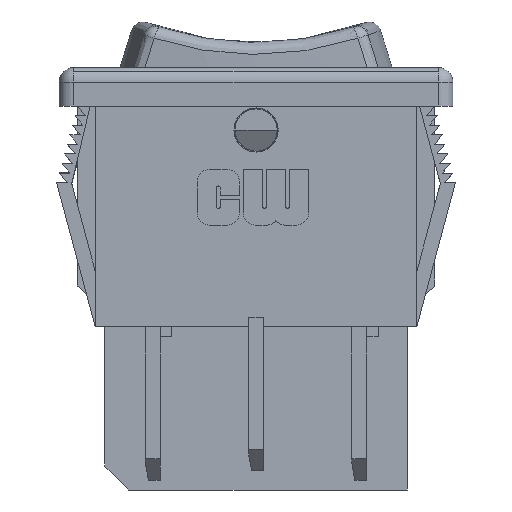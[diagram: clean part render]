
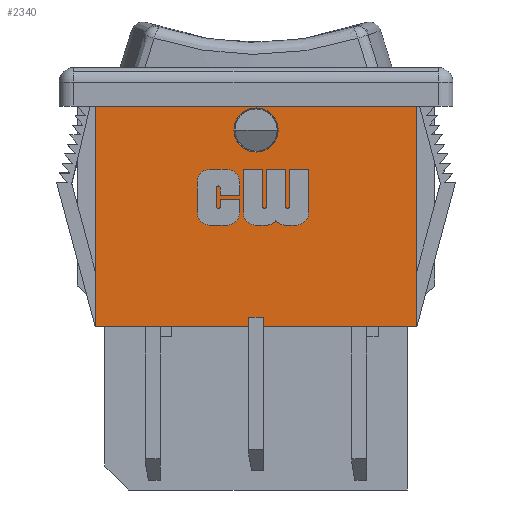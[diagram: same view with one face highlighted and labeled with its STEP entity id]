
A CAD part, front view. The second image highlights one B-rep face of the part: STEP entity #2340.
In plain terms, the highlighted face is planar.
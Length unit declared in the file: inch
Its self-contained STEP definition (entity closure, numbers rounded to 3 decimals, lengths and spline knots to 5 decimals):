
#1245=CARTESIAN_POINT('',(7.21433,3.7315,-0.176));
#1246=VERTEX_POINT('',#1245);
#1262=CARTESIAN_POINT('',(7.21433,3.7315,-0.084));
#1263=VERTEX_POINT('',#1262);
#1270=CARTESIAN_POINT('',(7.21433,3.7315,-0.13));
#1271=DIRECTION('',(0.0,1.0,0.0));
#1272=DIRECTION('',(0.0,0.0,-1.0));
#1273=AXIS2_PLACEMENT_3D('',#1270,#1271,#1272);
#1274=CIRCLE('',#1273,0.046);
#1275=EDGE_CURVE('',#1246,#1263,#1274,.T.);
#1601=CARTESIAN_POINT('',(6.87933,3.7315,-0.54));
#1602=VERTEX_POINT('',#1601);
#1609=CARTESIAN_POINT('',(6.87933,3.7315,-0.08));
#1610=VERTEX_POINT('',#1609);
#1611=CARTESIAN_POINT('',(6.87933,3.7315,-0.08));
#1612=DIRECTION('',(0.0,0.0,-1.0));
#1613=VECTOR('',#1612,0.46);
#1614=LINE('',#1611,#1613);
#1615=EDGE_CURVE('',#1610,#1602,#1614,.T.);
#1752=CARTESIAN_POINT('',(7.19883,3.7315,-0.54));
#1753=VERTEX_POINT('',#1752);
#1760=CARTESIAN_POINT('',(6.87933,3.7315,-0.54));
#1761=DIRECTION('',(1.0,0.0,0.0));
#1762=VECTOR('',#1761,0.3195);
#1763=LINE('',#1760,#1762);
#1764=EDGE_CURVE('',#1602,#1753,#1763,.T.);
#1783=CARTESIAN_POINT('',(7.54933,3.7315,-0.54));
#1784=VERTEX_POINT('',#1783);
#1791=CARTESIAN_POINT('',(7.22983,3.7315,-0.54));
#1792=VERTEX_POINT('',#1791);
#1793=CARTESIAN_POINT('',(7.22983,3.7315,-0.54));
#1794=DIRECTION('',(1.0,0.0,0.0));
#1795=VECTOR('',#1794,0.3195);
#1796=LINE('',#1793,#1795);
#1797=EDGE_CURVE('',#1792,#1784,#1796,.T.);
#2258=CARTESIAN_POINT('',(7.19883,3.7315,-0.52));
#2259=VERTEX_POINT('',#2258);
#2260=CARTESIAN_POINT('',(7.22983,3.7315,-0.52));
#2261=VERTEX_POINT('',#2260);
#2262=CARTESIAN_POINT('',(7.19883,3.7315,-0.52));
#2263=DIRECTION('',(1.0,0.0,0.0));
#2264=VECTOR('',#2263,0.031);
#2265=LINE('',#2262,#2264);
#2266=EDGE_CURVE('',#2259,#2261,#2265,.T.);
#2293=CARTESIAN_POINT('',(6.87933,3.7315,0.0));
#2294=DIRECTION('',(0.0,-1.0,0.0));
#2295=DIRECTION('',(0.0,0.0,-1.0));
#2296=AXIS2_PLACEMENT_3D('',#2293,#2294,#2295);
#2297=PLANE('',#2296);
#2298=CARTESIAN_POINT('',(7.19883,3.7315,-0.54));
#2299=DIRECTION('',(0.0,0.0,1.0));
#2300=VECTOR('',#2299,0.02);
#2301=LINE('',#2298,#2300);
#2302=EDGE_CURVE('',#1753,#2259,#2301,.T.);
#2303=ORIENTED_EDGE('',*,*,#2302,.T.);
#2304=ORIENTED_EDGE('',*,*,#2266,.T.);
#2305=CARTESIAN_POINT('',(7.22983,3.7315,-0.52));
#2306=DIRECTION('',(0.0,0.0,-1.0));
#2307=VECTOR('',#2306,0.02);
#2308=LINE('',#2305,#2307);
#2309=EDGE_CURVE('',#2261,#1792,#2308,.T.);
#2310=ORIENTED_EDGE('',*,*,#2309,.T.);
#2311=ORIENTED_EDGE('',*,*,#1797,.T.);
#2312=CARTESIAN_POINT('',(7.54933,3.7315,-0.08));
#2313=VERTEX_POINT('',#2312);
#2314=CARTESIAN_POINT('',(7.54933,3.7315,-0.08));
#2315=DIRECTION('',(0.0,0.0,-1.0));
#2316=VECTOR('',#2315,0.46);
#2317=LINE('',#2314,#2316);
#2318=EDGE_CURVE('',#2313,#1784,#2317,.T.);
#2319=ORIENTED_EDGE('',*,*,#2318,.F.);
#2320=CARTESIAN_POINT('',(7.54933,3.7315,-0.08));
#2321=DIRECTION('',(-1.0,0.0,0.0));
#2322=VECTOR('',#2321,0.67);
#2323=LINE('',#2320,#2322);
#2324=EDGE_CURVE('',#2313,#1610,#2323,.T.);
#2325=ORIENTED_EDGE('',*,*,#2324,.T.);
#2326=ORIENTED_EDGE('',*,*,#1615,.T.);
#2327=ORIENTED_EDGE('',*,*,#1764,.T.);
#2328=EDGE_LOOP('',(#2303,#2304,#2310,#2311,#2319,#2325,#2326,#2327));
#2329=FACE_OUTER_BOUND('',#2328,.F.);
#2330=ORIENTED_EDGE('',*,*,#1275,.T.);
#2331=CARTESIAN_POINT('',(7.21433,3.7315,-0.13));
#2332=DIRECTION('',(0.0,1.0,0.0));
#2333=DIRECTION('',(0.0,0.0,-1.0));
#2334=AXIS2_PLACEMENT_3D('',#2331,#2332,#2333);
#2335=CIRCLE('',#2334,0.046);
#2336=EDGE_CURVE('',#1263,#1246,#2335,.T.);
#2337=ORIENTED_EDGE('',*,*,#2336,.T.);
#2338=EDGE_LOOP('',(#2330,#2337));
#2339=FACE_BOUND('',#2338,.F.);
#2340=ADVANCED_FACE('',(#2329,#2339),#2297,.F.);
